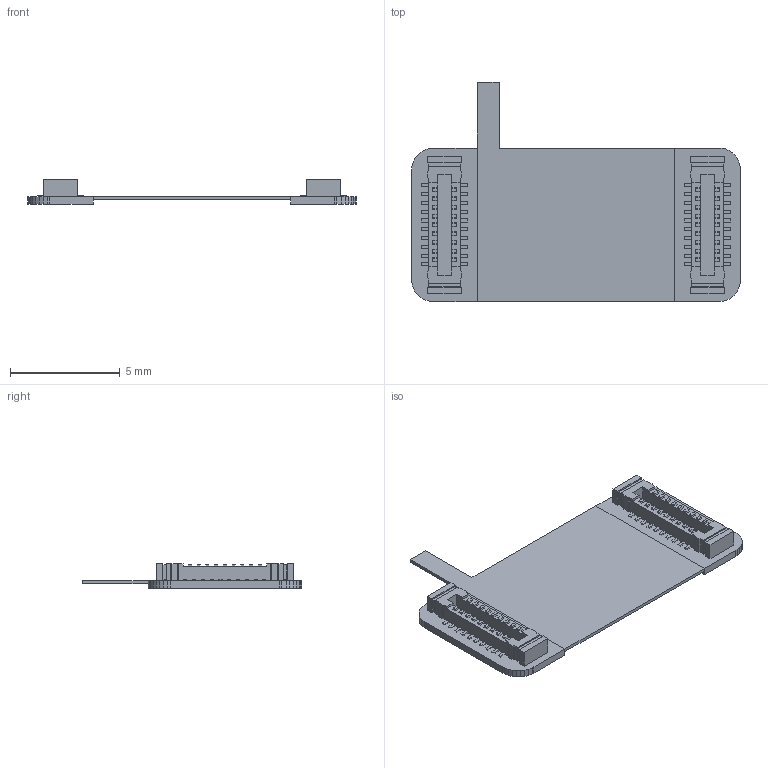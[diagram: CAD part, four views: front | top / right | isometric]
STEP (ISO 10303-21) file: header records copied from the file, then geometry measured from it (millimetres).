
FILE_DESCRIPTION(('Open CASCADE Model'),'2;1');
FILE_NAME('Open CASCADE Shape Model','2025-04-23T17:03:21',('Author'),( 'Open CASCADE'),'Open CASCADE STEP processor 7.5','Open CASCADE 7.5' ,'Unknown');
FILE_SCHEMA(('AUTOMOTIVE_DESIGN { 1 0 10303 214 1 1 1 1 }'));
Length unit declared in the file: millimetre
Products named in the file (8): PCB; Board; Open CASCADE STEP translator 7.5 1.1.1; Open CASCADE STEP translator 7.5 1.1.2; Open CASCADE STEP translator 7.5 1.1.3; J1; Molex 502430-2030; J2
Assembly tree (8 placements, depth 3):
  PCB
    Board
      Open CASCADE STEP translator 7.5 1.1.1
      Open CASCADE STEP translator 7.5 1.1.2
      Open CASCADE STEP translator 7.5 1.1.3
    J1
      Molex 502430-2030
    J2
      Molex 502430-2030
Bounding box: 15 x 10 x 1.11 mm (x, y, z)
Volume: 34 mm3; surface area: 320.7 mm2
Topology: 5 solids, 5 shells, 646 faces, 1788 edges, 1192 vertices
Faces by surface type: plane 646
Entity records: 12506 total; most frequent: CARTESIAN_POINT 1981, ORIENTED_EDGE 1944, DIRECTION 1694, EDGE_CURVE 972, LINE 972, VECTOR 972, VERTEX_POINT 648, FACE_BOUND 372
